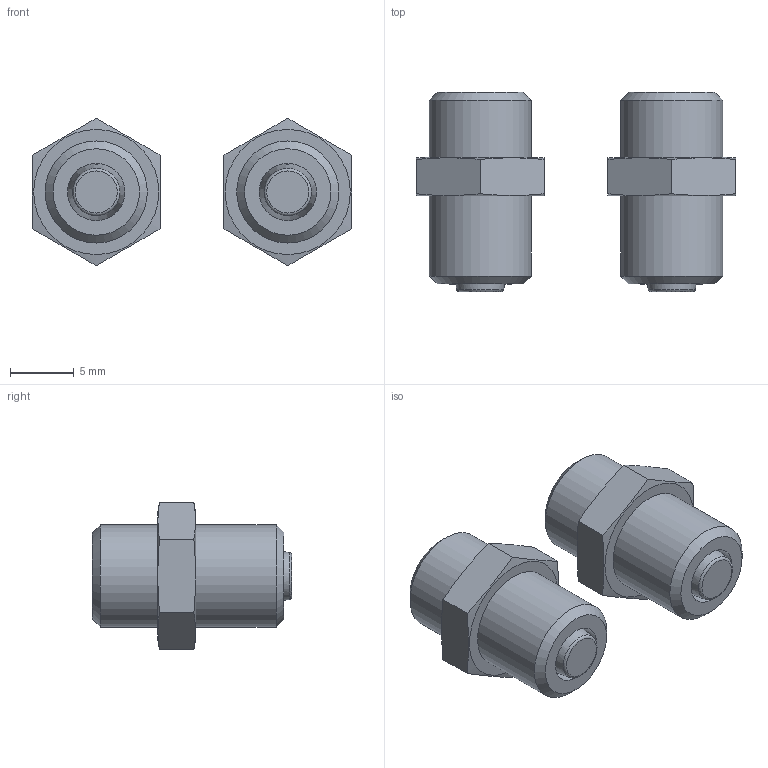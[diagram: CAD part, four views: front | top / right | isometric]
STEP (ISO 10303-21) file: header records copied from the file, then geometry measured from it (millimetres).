
FILE_DESCRIPTION(/* description */ ('STEP AP214'),/* implementation_level */ '2;1');
FILE_NAME(/* name */ '550657_DSM-12-P-B',/* time_stamp */ '2024-08-21T17:57:20+02:00',/* author */ ('License CC BY-ND 4.0'),/* organization */ ('CADENAS'),/* preprocessor_version */ 'ST-DEVELOPER v19.3',/* originating_system */ 'PARTsolutions',/* authorisation */ ' ');
FILE_SCHEMA (('AUTOMOTIVE_DESIGN {1 0 10303 214 3 1 1}'));
Length unit declared in the file: millimetre
Products named in the file (4): 550657 DSM-12-P-B; 710515 DSM-12-P-B; 367241 Flachmutter M8X1-3-10; 686823 DGSL-8-PJ
Assembly tree (6 placements, depth 2):
  550657 DSM-12-P-B
    710515 DSM-12-P-B  x2
    367241 Flachmutter M8X1-3-10  x2
    686823 DGSL-8-PJ  x2
Bounding box: 25 x 15.6 x 11.55 mm (x, y, z)
Volume: 1723.3 mm3; surface area: 1892.8 mm2
Topology: 6 solids, 6 shells, 72 faces, 156 edges, 100 vertices
Faces by surface type: plane 40, cone 18, cylinder 10, torus 4
Full cylindrical faces by diameter (mm): 4.5 x2, 6.917 x2, 8 x2
Entity records: 1029 total; most frequent: CARTESIAN_POINT 212, DIRECTION 150, ORIENTED_EDGE 118, AXIS2_PLACEMENT_3D 62, EDGE_CURVE 59, FACE_BOUND 55, EDGE_LOOP 54, VERTEX_POINT 46
